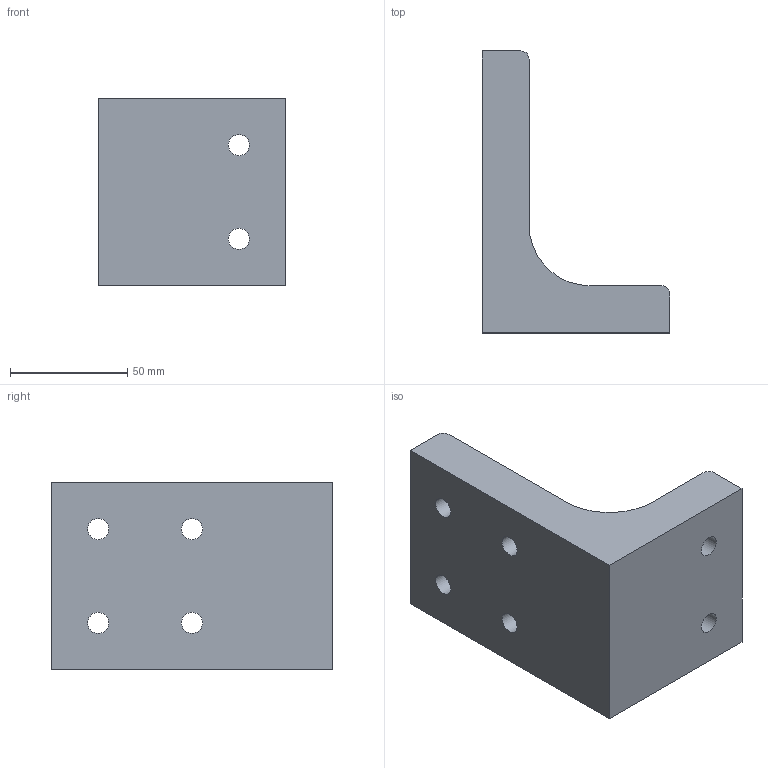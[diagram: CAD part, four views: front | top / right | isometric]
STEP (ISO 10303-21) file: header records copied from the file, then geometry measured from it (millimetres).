
FILE_DESCRIPTION((''),'2;1');
FILE_NAME('SZ0995N_A.stp','2013-08-28T09:26:56',('janine behrens'),(''),'Autodesk Inventor 2012','Autodesk Inventor 2012','');
FILE_SCHEMA(('AUTOMOTIVE_DESIGN { 1 0 10303 214 1 1 1 1 }'));
Length unit declared in the file: millimetre
Products named in the file (1): SZ0995N_A
Bounding box: 80 x 120 x 80 mm (x, y, z)
Volume: 285443.7 mm3; surface area: 41993.9 mm2
Topology: 1 solids, 1 shells, 29 faces, 63 edges, 42 vertices
Faces by surface type: cylinder 15, plane 14
Full cylindrical faces by diameter (mm): 9 x6, 15 x6
Entity records: 797 total; most frequent: DIRECTION 141, CARTESIAN_POINT 123, ORIENTED_EDGE 102, AXIS2_PLACEMENT_3D 60, EDGE_LOOP 59, EDGE_CURVE 51, VERTEX_POINT 42, CIRCLE 30
